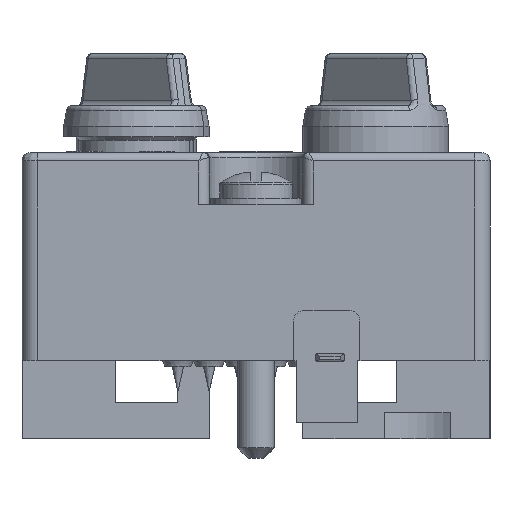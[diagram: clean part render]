
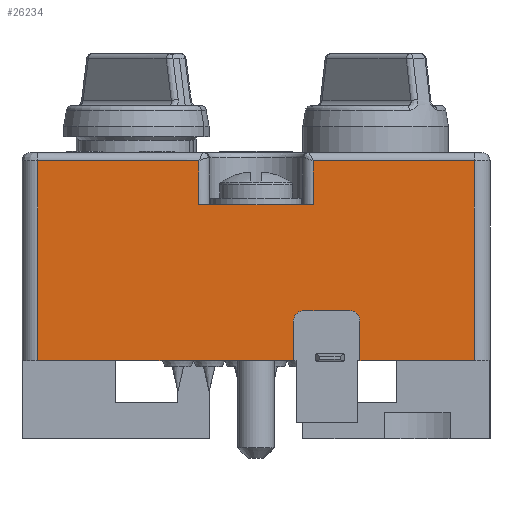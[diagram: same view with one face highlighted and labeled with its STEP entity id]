
A CAD part, front view. The second image highlights one B-rep face of the part: STEP entity #26234.
In plain terms, the highlighted planar face has unit normal (0, -1, 0).
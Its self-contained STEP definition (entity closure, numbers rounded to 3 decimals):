
#705 = ORIENTED_EDGE ( 'NONE', *, *, #5963, .T. ) ;
#1503 = VERTEX_POINT ( 'NONE', #18612 ) ;
#3615 = CIRCLE ( 'NONE', #11750, 1. ) ;
#3653 = EDGE_CURVE ( 'NONE', #4373, #33669, #43821, .T. ) ;
#3891 = CARTESIAN_POINT ( 'NONE',  ( 2.168, -40.392, 73.755 ) ) ;
#4327 = DIRECTION ( 'NONE',  ( 0., -1., 0. ) ) ;
#4373 = VERTEX_POINT ( 'NONE', #33406 ) ;
#4538 = VERTEX_POINT ( 'NONE', #22894 ) ;
#4676 = VERTEX_POINT ( 'NONE', #40410 ) ;
#4873 = LINE ( 'NONE', #50826, #23139 ) ;
#4882 = EDGE_CURVE ( 'NONE', #35521, #4538, #47509, .T. ) ;
#5056 = LINE ( 'NONE', #29357, #26459 ) ;
#5139 = ORIENTED_EDGE ( 'NONE', *, *, #6699, .T. ) ;
#5963 = EDGE_CURVE ( 'NONE', #33669, #1503, #4873, .T. ) ;
#6065 = EDGE_CURVE ( 'NONE', #4676, #10007, #33917, .T. ) ;
#6329 = ORIENTED_EDGE ( 'NONE', *, *, #23521, .T. ) ;
#6565 = DIRECTION ( 'NONE',  ( 1., 0., 0. ) ) ;
#6699 = EDGE_CURVE ( 'NONE', #1503, #27753, #11636, .T. ) ;
#7166 = ORIENTED_EDGE ( 'NONE', *, *, #3653, .T. ) ;
#7945 = AXIS2_PLACEMENT_3D ( 'NONE', #28586, #8324, #40785 ) ;
#8028 = PLANE ( 'NONE',  #51410 ) ;
#8045 = EDGE_CURVE ( 'NONE', #27753, #37330, #30052, .T. ) ;
#8147 = ORIENTED_EDGE ( 'NONE', *, *, #50210, .T. ) ;
#8324 = DIRECTION ( 'NONE',  ( 0., 1., 0. ) ) ;
#8374 = CARTESIAN_POINT ( 'NONE',  ( -28.832, -40.392, 62.455 ) ) ;
#8617 = CARTESIAN_POINT ( 'NONE',  ( -13.332, -40.392, 62.455 ) ) ;
#10007 = VERTEX_POINT ( 'NONE', #23708 ) ;
#10136 = EDGE_CURVE ( 'NONE', #37330, #12617, #13767, .T. ) ;
#10521 = VERTEX_POINT ( 'NONE', #11700 ) ;
#10806 = ORIENTED_EDGE ( 'NONE', *, *, #46499, .T. ) ;
#11636 = LINE ( 'NONE', #38013, #16664 ) ;
#11700 = CARTESIAN_POINT ( 'NONE',  ( -4.232, -40.392, 73.755 ) ) ;
#11750 = AXIS2_PLACEMENT_3D ( 'NONE', #12197, #40799, #48054 ) ;
#12197 = CARTESIAN_POINT ( 'NONE',  ( 1.168, -40.392, 73.755 ) ) ;
#12271 = CARTESIAN_POINT ( 'NONE',  ( -2.332, -40.392, 62.455 ) ) ;
#12354 = ORIENTED_EDGE ( 'NONE', *, *, #6065, .T. ) ;
#12446 = ORIENTED_EDGE ( 'NONE', *, *, #19432, .T. ) ;
#12617 = VERTEX_POINT ( 'NONE', #22616 ) ;
#12629 = DIRECTION ( 'NONE',  ( 0., 0., 1. ) ) ;
#13767 = LINE ( 'NONE', #12271, #19431 ) ;
#16664 = VECTOR ( 'NONE', #50825, 1000. ) ;
#16882 = VERTEX_POINT ( 'NONE', #19109 ) ;
#17381 = DIRECTION ( 'NONE',  ( 1., 0., 0. ) ) ;
#18495 = CARTESIAN_POINT ( 'NONE',  ( -4.232, -40.392, 69.955 ) ) ;
#18612 = CARTESIAN_POINT ( 'NONE',  ( 13.168, -40.392, 69.955 ) ) ;
#19109 = CARTESIAN_POINT ( 'NONE',  ( -13.332, -40.392, 84.955 ) ) ;
#19382 = VECTOR ( 'NONE', #41076, 1000. ) ;
#19431 = VECTOR ( 'NONE', #48135, 1000. ) ;
#19432 = EDGE_CURVE ( 'NONE', #32515, #10521, #42560, .T. ) ;
#19744 = CARTESIAN_POINT ( 'NONE',  ( -3.232, -40.392, 74.755 ) ) ;
#19773 = ORIENTED_EDGE ( 'NONE', *, *, #27409, .T. ) ;
#20310 = CARTESIAN_POINT ( 'NONE',  ( -28.832, -40.392, 69.955 ) ) ;
#21009 = DIRECTION ( 'NONE',  ( 0., 0., -1. ) ) ;
#21403 = VECTOR ( 'NONE', #26544, 1000. ) ;
#21667 = VECTOR ( 'NONE', #32103, 1000. ) ;
#22080 = ORIENTED_EDGE ( 'NONE', *, *, #36400, .T. ) ;
#22506 = CARTESIAN_POINT ( 'NONE',  ( -2.332, -40.392, 89.155 ) ) ;
#22616 = CARTESIAN_POINT ( 'NONE',  ( -2.332, -40.392, 84.955 ) ) ;
#22894 = CARTESIAN_POINT ( 'NONE',  ( 1.168, -40.392, 74.755 ) ) ;
#23013 = CIRCLE ( 'NONE', #7945, 1. ) ;
#23139 = VECTOR ( 'NONE', #6565, 1000. ) ;
#23255 = DIRECTION ( 'NONE',  ( -1., 0., 0. ) ) ;
#23521 = EDGE_CURVE ( 'NONE', #28484, #32515, #50929, .T. ) ;
#23708 = CARTESIAN_POINT ( 'NONE',  ( -28.832, -40.392, 89.155 ) ) ;
#23938 = LINE ( 'NONE', #47245, #21403 ) ;
#25260 = EDGE_LOOP ( 'NONE', ( #10806, #6329, #12446, #39404, #45338, #8147, #7166, #705, #5139, #51645, #37125, #22080, #19773, #12354 ) ) ;
#25670 = CARTESIAN_POINT ( 'NONE',  ( -4.232, -40.392, 69.955 ) ) ;
#26234 = ADVANCED_FACE ( 'NONE', ( #42098 ), #8028, .T. ) ;
#26273 = DIRECTION ( 'NONE',  ( 0., 0., 1. ) ) ;
#26459 = VECTOR ( 'NONE', #21009, 1000. ) ;
#26544 = DIRECTION ( 'NONE',  ( -1., 0., 0. ) ) ;
#27409 = EDGE_CURVE ( 'NONE', #16882, #4676, #49988, .T. ) ;
#27753 = VERTEX_POINT ( 'NONE', #50236 ) ;
#28484 = VERTEX_POINT ( 'NONE', #20310 ) ;
#28586 = CARTESIAN_POINT ( 'NONE',  ( -3.232, -40.392, 73.755 ) ) ;
#28702 = CARTESIAN_POINT ( 'NONE',  ( 2.168, -40.392, 69.955 ) ) ;
#29357 = CARTESIAN_POINT ( 'NONE',  ( -28.832, -40.392, 62.455 ) ) ;
#30052 = LINE ( 'NONE', #31274, #33197 ) ;
#30641 = DIRECTION ( 'NONE',  ( -1., 0., 0. ) ) ;
#31274 = CARTESIAN_POINT ( 'NONE',  ( -28.832, -40.392, 89.155 ) ) ;
#31845 = VECTOR ( 'NONE', #26273, 1000. ) ;
#32103 = DIRECTION ( 'NONE',  ( 0., 0., -1. ) ) ;
#32515 = VERTEX_POINT ( 'NONE', #25670 ) ;
#33120 = CARTESIAN_POINT ( 'NONE',  ( -28.832, -40.392, 69.955 ) ) ;
#33197 = VECTOR ( 'NONE', #23255, 1000. ) ;
#33268 = EDGE_CURVE ( 'NONE', #10521, #35521, #23013, .T. ) ;
#33406 = CARTESIAN_POINT ( 'NONE',  ( 2.168, -40.392, 73.755 ) ) ;
#33669 = VERTEX_POINT ( 'NONE', #28702 ) ;
#33917 = LINE ( 'NONE', #47233, #51540 ) ;
#35521 = VERTEX_POINT ( 'NONE', #19744 ) ;
#36400 = EDGE_CURVE ( 'NONE', #12617, #16882, #23938, .T. ) ;
#37125 = ORIENTED_EDGE ( 'NONE', *, *, #10136, .T. ) ;
#37330 = VERTEX_POINT ( 'NONE', #22506 ) ;
#38013 = CARTESIAN_POINT ( 'NONE',  ( 13.168, -40.392, 62.455 ) ) ;
#39298 = VECTOR ( 'NONE', #12629, 1000. ) ;
#39404 = ORIENTED_EDGE ( 'NONE', *, *, #33268, .T. ) ;
#40410 = CARTESIAN_POINT ( 'NONE',  ( -13.332, -40.392, 89.155 ) ) ;
#40785 = DIRECTION ( 'NONE',  ( 0., 0., -1. ) ) ;
#40799 = DIRECTION ( 'NONE',  ( 0., 1., 0. ) ) ;
#41076 = DIRECTION ( 'NONE',  ( 1., 0., 0. ) ) ;
#42098 = FACE_OUTER_BOUND ( 'NONE', #25260, .T. ) ;
#42560 = LINE ( 'NONE', #18495, #31845 ) ;
#43705 = VECTOR ( 'NONE', #17381, 1000. ) ;
#43821 = LINE ( 'NONE', #3891, #21667 ) ;
#44389 = DIRECTION ( 'NONE',  ( 0., 0., -1. ) ) ;
#45338 = ORIENTED_EDGE ( 'NONE', *, *, #4882, .T. ) ;
#46499 = EDGE_CURVE ( 'NONE', #10007, #28484, #5056, .T. ) ;
#47233 = CARTESIAN_POINT ( 'NONE',  ( -28.832, -40.392, 89.155 ) ) ;
#47245 = CARTESIAN_POINT ( 'NONE',  ( -28.832, -40.392, 84.955 ) ) ;
#47509 = LINE ( 'NONE', #49533, #43705 ) ;
#48054 = DIRECTION ( 'NONE',  ( 0., 0., -1. ) ) ;
#48135 = DIRECTION ( 'NONE',  ( 0., 0., -1. ) ) ;
#49533 = CARTESIAN_POINT ( 'NONE',  ( -28.832, -40.392, 74.755 ) ) ;
#49988 = LINE ( 'NONE', #8617, #39298 ) ;
#50210 = EDGE_CURVE ( 'NONE', #4538, #4373, #3615, .T. ) ;
#50236 = CARTESIAN_POINT ( 'NONE',  ( 13.168, -40.392, 89.155 ) ) ;
#50825 = DIRECTION ( 'NONE',  ( 0., 0., 1. ) ) ;
#50826 = CARTESIAN_POINT ( 'NONE',  ( -28.832, -40.392, 69.955 ) ) ;
#50929 = LINE ( 'NONE', #33120, #19382 ) ;
#51410 = AXIS2_PLACEMENT_3D ( 'NONE', #8374, #4327, #44389 ) ;
#51540 = VECTOR ( 'NONE', #30641, 1000. ) ;
#51645 = ORIENTED_EDGE ( 'NONE', *, *, #8045, .T. ) ;
